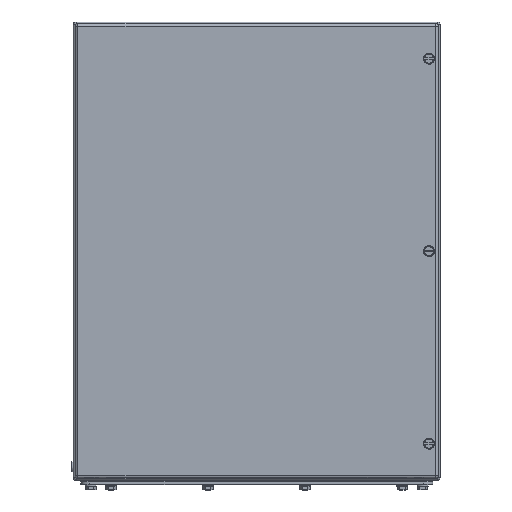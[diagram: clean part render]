
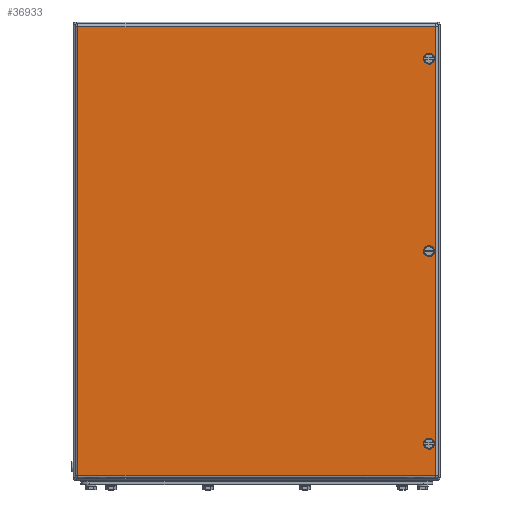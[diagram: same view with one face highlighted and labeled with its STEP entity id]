
A CAD part, top view. The second image highlights one B-rep face of the part: STEP entity #36933.
In plain terms, the highlighted planar face has unit normal (0, 0, 1).
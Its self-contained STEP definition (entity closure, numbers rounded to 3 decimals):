
#36857=AXIS2_PLACEMENT_3D('Plane Axis2P3D',#36854,#36855,#36856) ;
#36899=AXIS2_PLACEMENT_3D('Circle Axis2P3D',#36897,#36898,$) ;
#36908=AXIS2_PLACEMENT_3D('Circle Axis2P3D',#36906,#36907,$) ;
#36917=AXIS2_PLACEMENT_3D('Circle Axis2P3D',#36915,#36916,$) ;
#36926=AXIS2_PLACEMENT_3D('Circle Axis2P3D',#36924,#36925,$) ;
#36616=CARTESIAN_POINT('Vertex',(384.5,260.,200.)) ;
#36620=CARTESIAN_POINT('Control Point',(384.5,260.,200.)) ;
#36621=CARTESIAN_POINT('Control Point',(384.5,259.45,200.)) ;
#36622=CARTESIAN_POINT('Control Point',(384.608,258.9,200.)) ;
#36623=CARTESIAN_POINT('Control Point',(384.824,258.379,200.)) ;
#36624=CARTESIAN_POINT('Control Point',(385.449,257.449,200.)) ;
#36625=CARTESIAN_POINT('Control Point',(386.379,256.824,200.)) ;
#36626=CARTESIAN_POINT('Control Point',(386.9,256.608,200.)) ;
#36627=CARTESIAN_POINT('Control Point',(388.,256.392,200.)) ;
#36628=CARTESIAN_POINT('Control Point',(389.1,256.608,200.)) ;
#36629=CARTESIAN_POINT('Control Point',(389.621,256.824,200.)) ;
#36630=CARTESIAN_POINT('Control Point',(390.551,257.449,200.)) ;
#36631=CARTESIAN_POINT('Control Point',(391.176,258.379,200.)) ;
#36632=CARTESIAN_POINT('Control Point',(391.392,258.9,200.)) ;
#36633=CARTESIAN_POINT('Control Point',(391.5,259.45,200.)) ;
#36634=CARTESIAN_POINT('Control Point',(391.5,260.,200.)) ;
#36635=CARTESIAN_POINT('Vertex',(391.5,260.,200.)) ;
#36831=CARTESIAN_POINT('Control Point',(391.5,260.,200.)) ;
#36832=CARTESIAN_POINT('Control Point',(391.5,260.55,200.)) ;
#36833=CARTESIAN_POINT('Control Point',(391.392,261.1,200.)) ;
#36834=CARTESIAN_POINT('Control Point',(391.176,261.621,200.)) ;
#36835=CARTESIAN_POINT('Control Point',(390.551,262.551,200.)) ;
#36836=CARTESIAN_POINT('Control Point',(389.621,263.176,200.)) ;
#36837=CARTESIAN_POINT('Control Point',(389.1,263.392,200.)) ;
#36838=CARTESIAN_POINT('Control Point',(388.,263.608,200.)) ;
#36839=CARTESIAN_POINT('Control Point',(386.9,263.392,200.)) ;
#36840=CARTESIAN_POINT('Control Point',(386.379,263.176,200.)) ;
#36841=CARTESIAN_POINT('Control Point',(385.449,262.551,200.)) ;
#36842=CARTESIAN_POINT('Control Point',(384.824,261.621,200.)) ;
#36843=CARTESIAN_POINT('Control Point',(384.608,261.1,200.)) ;
#36844=CARTESIAN_POINT('Control Point',(384.5,260.55,200.)) ;
#36845=CARTESIAN_POINT('Control Point',(384.5,260.,200.)) ;
#36854=CARTESIAN_POINT('Axis2P3D Location',(200.,260.,200.)) ;
#36859=CARTESIAN_POINT('Line Origine',(395.,260.,200.)) ;
#36863=CARTESIAN_POINT('Vertex',(395.,15.,200.)) ;
#36865=CARTESIAN_POINT('Vertex',(395.,505.,200.)) ;
#36868=CARTESIAN_POINT('Line Origine',(200.,505.,200.)) ;
#36872=CARTESIAN_POINT('Vertex',(5.,505.,200.)) ;
#36875=CARTESIAN_POINT('Line Origine',(5.,260.,200.)) ;
#36879=CARTESIAN_POINT('Vertex',(5.,15.,200.)) ;
#36882=CARTESIAN_POINT('Line Origine',(200.,15.,200.)) ;
#36897=CARTESIAN_POINT('Axis2P3D Location',(388.,470.,200.)) ;
#36901=CARTESIAN_POINT('Vertex',(391.5,470.,200.)) ;
#36903=CARTESIAN_POINT('Vertex',(384.5,470.,200.)) ;
#36906=CARTESIAN_POINT('Axis2P3D Location',(388.,470.,200.)) ;
#36915=CARTESIAN_POINT('Axis2P3D Location',(388.,50.,200.)) ;
#36919=CARTESIAN_POINT('Vertex',(391.5,50.,200.)) ;
#36921=CARTESIAN_POINT('Vertex',(384.5,50.,200.)) ;
#36924=CARTESIAN_POINT('Axis2P3D Location',(388.,50.,200.)) ;
#36855=DIRECTION('Axis2P3D Direction',(0.,0.,1.)) ;
#36856=DIRECTION('Axis2P3D XDirection',(1.,0.,0.)) ;
#36860=DIRECTION('Vector Direction',(0.,1.,0.)) ;
#36869=DIRECTION('Vector Direction',(-1.,0.,0.)) ;
#36876=DIRECTION('Vector Direction',(0.,-1.,0.)) ;
#36883=DIRECTION('Vector Direction',(1.,0.,0.)) ;
#36898=DIRECTION('Axis2P3D Direction',(0.,0.,1.)) ;
#36907=DIRECTION('Axis2P3D Direction',(0.,0.,1.)) ;
#36916=DIRECTION('Axis2P3D Direction',(0.,0.,1.)) ;
#36925=DIRECTION('Axis2P3D Direction',(0.,0.,1.)) ;
#36861=VECTOR('Line Direction',#36860,1.) ;
#36870=VECTOR('Line Direction',#36869,1.) ;
#36877=VECTOR('Line Direction',#36876,1.) ;
#36884=VECTOR('Line Direction',#36883,1.) ;
#36888=ORIENTED_EDGE('',*,*,#36867,.T.) ;
#36889=ORIENTED_EDGE('',*,*,#36874,.T.) ;
#36890=ORIENTED_EDGE('',*,*,#36881,.T.) ;
#36891=ORIENTED_EDGE('',*,*,#36886,.T.) ;
#36894=ORIENTED_EDGE('',*,*,#36846,.F.) ;
#36895=ORIENTED_EDGE('',*,*,#36637,.F.) ;
#36912=ORIENTED_EDGE('',*,*,#36905,.F.) ;
#36913=ORIENTED_EDGE('',*,*,#36910,.F.) ;
#36930=ORIENTED_EDGE('',*,*,#36923,.F.) ;
#36931=ORIENTED_EDGE('',*,*,#36928,.F.) ;
#36896=FACE_BOUND('',#36893,.T.) ;
#36914=FACE_BOUND('',#36911,.T.) ;
#36932=FACE_BOUND('',#36929,.T.) ;
#36933=ADVANCED_FACE('74074_ZUB_DE_HS_KEBX_500x400-1/74074_DE_HS_KEBX_500x400-1-solid1',(#36892,#36896,#36914,#36932),#36858,.T.) ;
#36619=B_SPLINE_CURVE_WITH_KNOTS('',5,(#36620,#36621,#36622,#36623,#36624,#36625,#36626,#36627,#36628,#36629,#36630,#36631,#36632,#36633,#36634),.UNSPECIFIED.,.F.,.U.,(6,3,3,3,6),(-5.498,-2.749,0.,2.749,5.498),.UNSPECIFIED.) ;
#36830=B_SPLINE_CURVE_WITH_KNOTS('',5,(#36831,#36832,#36833,#36834,#36835,#36836,#36837,#36838,#36839,#36840,#36841,#36842,#36843,#36844,#36845),.UNSPECIFIED.,.F.,.U.,(6,3,3,3,6),(-5.498,-2.749,0.,2.749,5.498),.UNSPECIFIED.) ;
#36900=CIRCLE('generated circle',#36899,3.5) ;
#36909=CIRCLE('generated circle',#36908,3.5) ;
#36918=CIRCLE('generated circle',#36917,3.5) ;
#36927=CIRCLE('generated circle',#36926,3.5) ;
#36637=EDGE_CURVE('',#36617,#36636,#36619,.T.) ;
#36846=EDGE_CURVE('',#36636,#36617,#36830,.T.) ;
#36867=EDGE_CURVE('',#36864,#36866,#36862,.T.) ;
#36874=EDGE_CURVE('',#36866,#36873,#36871,.T.) ;
#36881=EDGE_CURVE('',#36873,#36880,#36878,.T.) ;
#36886=EDGE_CURVE('',#36880,#36864,#36885,.T.) ;
#36905=EDGE_CURVE('',#36902,#36904,#36900,.T.) ;
#36910=EDGE_CURVE('',#36904,#36902,#36909,.T.) ;
#36923=EDGE_CURVE('',#36920,#36922,#36918,.T.) ;
#36928=EDGE_CURVE('',#36922,#36920,#36927,.T.) ;
#36887=EDGE_LOOP('',(#36888,#36889,#36890,#36891)) ;
#36893=EDGE_LOOP('',(#36894,#36895)) ;
#36911=EDGE_LOOP('',(#36912,#36913)) ;
#36929=EDGE_LOOP('',(#36930,#36931)) ;
#36892=FACE_OUTER_BOUND('',#36887,.T.) ;
#36862=LINE('Line',#36859,#36861) ;
#36871=LINE('Line',#36868,#36870) ;
#36878=LINE('Line',#36875,#36877) ;
#36885=LINE('Line',#36882,#36884) ;
#36858=PLANE('',#36857) ;
#36617=VERTEX_POINT('',#36616) ;
#36636=VERTEX_POINT('',#36635) ;
#36864=VERTEX_POINT('',#36863) ;
#36866=VERTEX_POINT('',#36865) ;
#36873=VERTEX_POINT('',#36872) ;
#36880=VERTEX_POINT('',#36879) ;
#36902=VERTEX_POINT('',#36901) ;
#36904=VERTEX_POINT('',#36903) ;
#36920=VERTEX_POINT('',#36919) ;
#36922=VERTEX_POINT('',#36921) ;
